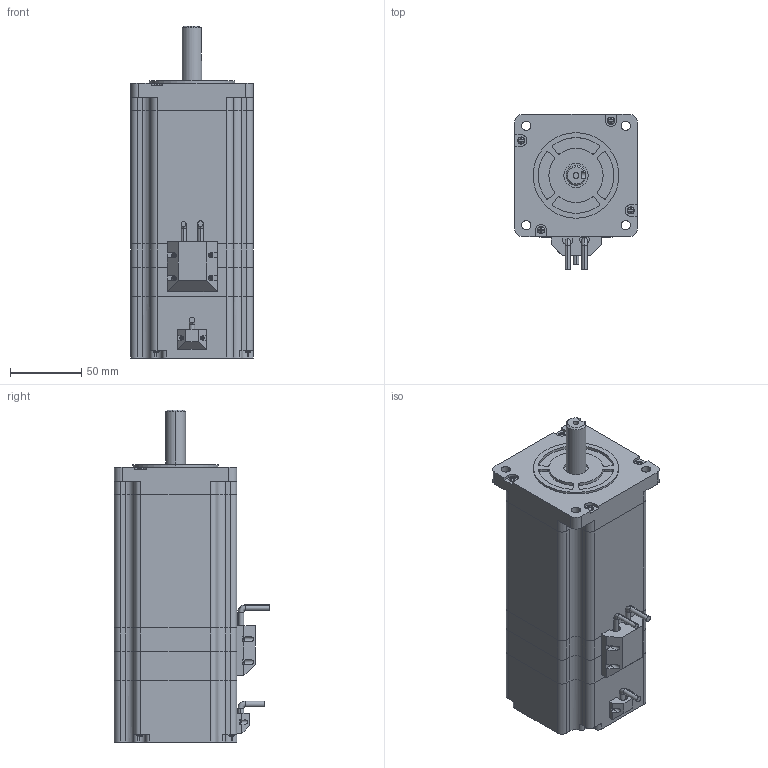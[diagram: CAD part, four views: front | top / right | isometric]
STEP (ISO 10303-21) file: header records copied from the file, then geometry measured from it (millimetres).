
FILE_DESCRIPTION(/* description */ ('Alibre Inc.'),/* implementation_level */ '2;1');
FILE_NAME(/* name */ 'export-C6376D21-2A09-4EE6-9FE2-A8B7E09B9D33',/* time_stamp */ '2023-05-05T16:37:36+02:00',/* author */ (''),/* organization */ (''),/* preprocessor_version */ 'ST-DEVELOPER v17',/* originating_system */ 'Alibre',/* authorisation */ '');
FILE_SCHEMA (('AUTOMOTIVE_DESIGN'));
Length unit declared in the file: millimetre
Products named in the file (1): 86-129-018
Bounding box: 85.8 x 108.8 x 232.7 mm (x, y, z)
Volume: 243642.7 mm3; surface area: 103798.9 mm2
Topology: 1 solids, 5 shells, 420 faces, 1293 edges, 818 vertices
Faces by surface type: plane 220, cylinder 166, sphere 26, torus 6, cone 2
Entity records: 13773 total; most frequent: CARTESIAN_POINT 2512, ORIENTED_EDGE 2312, DIRECTION 2262, EDGE_CURVE 1276, AXIS2_PLACEMENT_3D 876, VERTEX_POINT 809, VECTOR 709, LINE 709
